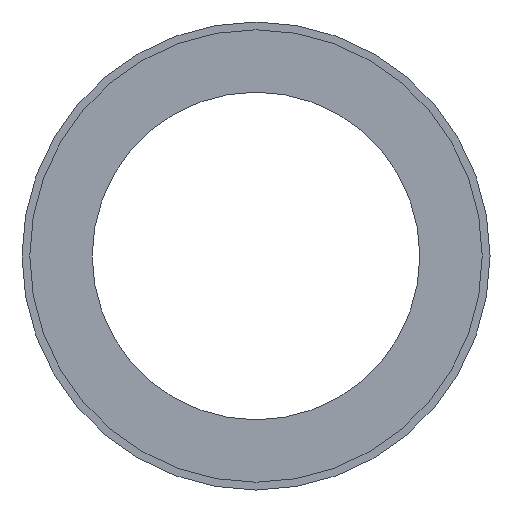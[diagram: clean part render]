
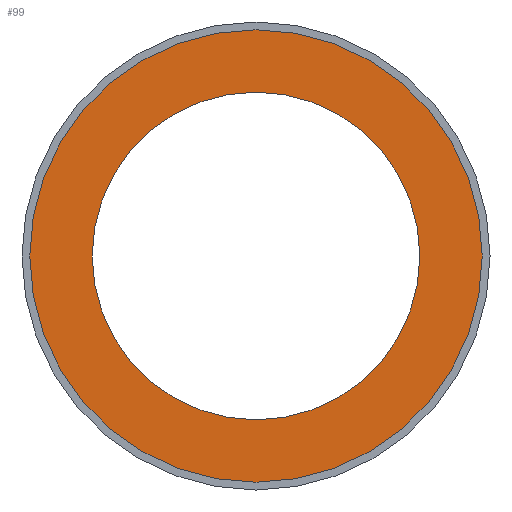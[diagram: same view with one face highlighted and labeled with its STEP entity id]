
A CAD part, left-side view. The second image highlights one B-rep face of the part: STEP entity #99.
In plain terms, the highlighted planar face has unit normal (-1, 0, 0).
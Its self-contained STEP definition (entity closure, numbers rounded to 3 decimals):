
#26=FACE_BOUND('',#41,.T.);
#32=FACE_OUTER_BOUND('',#40,.T.);
#40=EDGE_LOOP('',(#88,#89));
#41=EDGE_LOOP('',(#90));
#45=CIRCLE('',#125,14.5);
#46=CIRCLE('',#126,14.5);
#47=CIRCLE('',#128,10.5);
#53=VERTEX_POINT('',#176);
#54=VERTEX_POINT('',#177);
#55=VERTEX_POINT('',#182);
#61=EDGE_CURVE('',#53,#54,#45,.T.);
#62=EDGE_CURVE('',#54,#53,#46,.T.);
#64=EDGE_CURVE('',#55,#55,#47,.T.);
#88=ORIENTED_EDGE('',*,*,#61,.T.);
#89=ORIENTED_EDGE('',*,*,#62,.T.);
#90=ORIENTED_EDGE('',*,*,#64,.T.);
#93=PLANE('',#133);
#99=ADVANCED_FACE('',(#32,#26),#93,.T.);
#125=AXIS2_PLACEMENT_3D('',#178,#146,#147);
#126=AXIS2_PLACEMENT_3D('',#179,#148,#149);
#128=AXIS2_PLACEMENT_3D('',#183,#153,#154);
#133=AXIS2_PLACEMENT_3D('',#192,#165,#166);
#146=DIRECTION('center_axis',(-1.,0.,0.));
#147=DIRECTION('ref_axis',(0.,0.,1.));
#148=DIRECTION('center_axis',(-1.,0.,0.));
#149=DIRECTION('ref_axis',(0.,0.,1.));
#153=DIRECTION('center_axis',(1.,0.,0.));
#154=DIRECTION('ref_axis',(0.,-1.,0.));
#165=DIRECTION('center_axis',(-1.,0.,0.));
#166=DIRECTION('ref_axis',(0.,0.,1.));
#176=CARTESIAN_POINT('',(0.,0.,14.5));
#177=CARTESIAN_POINT('',(0.,0.,-14.5));
#178=CARTESIAN_POINT('Origin',(0.,0.,0.));
#179=CARTESIAN_POINT('Origin',(0.,0.,0.));
#182=CARTESIAN_POINT('',(0.,10.5,0.));
#183=CARTESIAN_POINT('Origin',(0.,0.,0.));
#192=CARTESIAN_POINT('Origin',(0.,0.,0.));
